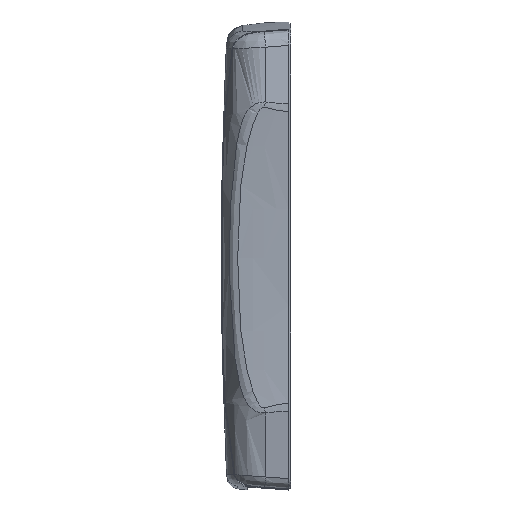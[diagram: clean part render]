
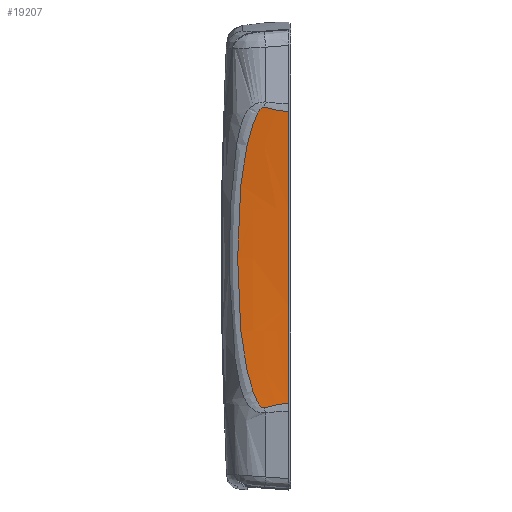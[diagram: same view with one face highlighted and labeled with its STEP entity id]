
A CAD part, left-side view. The second image highlights one B-rep face of the part: STEP entity #19207.
In plain terms, the highlighted toroidal (fillet/blend) face has major radius 599.946 mm and minor radius 152.273 mm.
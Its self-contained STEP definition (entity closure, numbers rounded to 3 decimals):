
#53=TOROIDAL_SURFACE($,#20259,599.946,152.273);
#626=CIRCLE($,#20252,447.902);
#1683=FACE_OUTER_BOUND($,#2816,.T.);
#2816=EDGE_LOOP($,(#17327,#17328,#17329,#17330));
#7326=B_SPLINE_CURVE_WITH_KNOTS($,3,(#45279,#45280,#45281,#45282,#45283,
#45284,#45285,#45286,#45287,#45288),.UNSPECIFIED.,.F.,.F.,(4,3,3,4),(0.,
0.333,0.667,1.),.UNSPECIFIED.);
#7327=B_SPLINE_CURVE_WITH_KNOTS($,3,(#45290,#45291,#45292,#45293,#45294,
#45295,#45296,#45297,#45298,#45299,#45300,#45301,#45302,#45303,#45304,#45305,
#45306,#45307,#45308,#45309,#45310,#45311,#45312,#45313,#45314,#45315,#45316,
#45317,#45318,#45319,#45320,#45321,#45322,#45323,#45324,#45325,#45326,#45327,
#45328),.UNSPECIFIED.,.F.,.F.,(4,1,1,1,1,1,1,1,1,1,1,1,1,1,1,1,1,1,1,1,
1,1,1,1,1,1,1,1,1,1,1,1,1,1,1,1,4),(0.,0.031,0.062,
0.094,0.125,0.156,0.187,0.219,
0.25,0.281,0.312,0.344,0.375,
0.406,0.437,0.453,0.469,0.484,
0.5,0.516,0.531,0.547,0.562,
0.594,0.625,0.656,0.687,0.719,
0.75,0.781,0.812,0.844,0.875,
0.906,0.937,0.969,1.),.UNSPECIFIED.);
#7328=B_SPLINE_CURVE_WITH_KNOTS($,3,(#45329,#45330,#45331,#45332,#45333,
#45334,#45335,#45336,#45337,#45338),.UNSPECIFIED.,.F.,.F.,(4,3,3,4),(0.,
0.333,0.667,1.),.UNSPECIFIED.);
#9177=VERTEX_POINT($,#45151);
#9178=VERTEX_POINT($,#45152);
#9193=VERTEX_POINT($,#45278);
#9194=VERTEX_POINT($,#45289);
#11916=EDGE_CURVE($,#9177,#9178,#626,.T.);
#11934=EDGE_CURVE($,#9178,#9193,#7326,.T.);
#11935=EDGE_CURVE($,#9193,#9194,#7327,.T.);
#11936=EDGE_CURVE($,#9194,#9177,#7328,.T.);
#17327=ORIENTED_EDGE($,*,*,#11916,.T.);
#17328=ORIENTED_EDGE($,*,*,#11934,.T.);
#17329=ORIENTED_EDGE($,*,*,#11935,.T.);
#17330=ORIENTED_EDGE($,*,*,#11936,.T.);
#19207=ADVANCED_FACE($,(#1683),#53,.T.);
#20252=AXIS2_PLACEMENT_3D($,#45153,#24172,#24173);
#20259=AXIS2_PLACEMENT_3D($,#45277,#24187,#24188);
#24172=DIRECTION('center_axis',(0.,-1.,0.));
#24173=DIRECTION('ref_axis',(0.998,0.,-0.065));
#24187=DIRECTION('center_axis',(0.,-1.,0.));
#24188=DIRECTION('ref_axis',(0.,0.,-1.));
#45151=CARTESIAN_POINT('',(-31.561,0.381,-29.336));
#45152=CARTESIAN_POINT('',(-31.561,0.381,29.336));
#45153=CARTESIAN_POINT('Origin',(-478.501,0.381,0.));
#45277=CARTESIAN_POINT('Origin',(-478.501,-7.976,0.));
#45278=CARTESIAN_POINT('',(-31.273,5.3,30.282));
#45279=CARTESIAN_POINT('Ctrl Pts',(-31.561,0.381,
29.336));
#45280=CARTESIAN_POINT('Ctrl Pts',(-31.534,0.937,
29.388));
#45281=CARTESIAN_POINT('Ctrl Pts',(-31.505,1.489,29.458));
#45282=CARTESIAN_POINT('Ctrl Pts',(-31.474,2.038,29.545));
#45283=CARTESIAN_POINT('Ctrl Pts',(-31.444,2.587,29.633));
#45284=CARTESIAN_POINT('Ctrl Pts',(-31.412,3.132,29.737));
#45285=CARTESIAN_POINT('Ctrl Pts',(-31.378,3.675,29.86));
#45286=CARTESIAN_POINT('Ctrl Pts',(-31.344,4.219,29.983));
#45287=CARTESIAN_POINT('Ctrl Pts',(-31.309,4.761,30.123));
#45288=CARTESIAN_POINT('Ctrl Pts',(-31.273,5.3,30.282));
#45289=CARTESIAN_POINT('',(-31.273,5.3,-30.282));
#45290=CARTESIAN_POINT('Ctrl Pts',(-31.273,5.3,30.282));
#45291=CARTESIAN_POINT('Ctrl Pts',(-31.27,5.341,30.294));
#45292=CARTESIAN_POINT('Ctrl Pts',(-31.263,5.427,30.307));
#45293=CARTESIAN_POINT('Ctrl Pts',(-31.249,5.571,30.286));
#45294=CARTESIAN_POINT('Ctrl Pts',(-31.229,5.741,30.216));
#45295=CARTESIAN_POINT('Ctrl Pts',(-31.197,5.966,30.046));
#45296=CARTESIAN_POINT('Ctrl Pts',(-31.155,6.215,29.765));
#45297=CARTESIAN_POINT('Ctrl Pts',(-31.104,6.482,29.375));
#45298=CARTESIAN_POINT('Ctrl Pts',(-31.04,6.782,28.84));
#45299=CARTESIAN_POINT('Ctrl Pts',(-30.955,7.142,28.066));
#45300=CARTESIAN_POINT('Ctrl Pts',(-30.852,7.538,27.051));
#45301=CARTESIAN_POINT('Ctrl Pts',(-30.72,8.005,25.634));
#45302=CARTESIAN_POINT('Ctrl Pts',(-30.558,8.527,23.73));
#45303=CARTESIAN_POINT('Ctrl Pts',(-30.368,9.094,21.209));
#45304=CARTESIAN_POINT('Ctrl Pts',(-30.157,9.663,17.934));
#45305=CARTESIAN_POINT('Ctrl Pts',(-29.978,10.095,14.39));
#45306=CARTESIAN_POINT('Ctrl Pts',(-29.848,10.374,10.881));
#45307=CARTESIAN_POINT('Ctrl Pts',(-29.764,10.537,7.893));
#45308=CARTESIAN_POINT('Ctrl Pts',(-29.702,10.645,4.383));
#45309=CARTESIAN_POINT('Ctrl Pts',(-29.675,10.687,0.573));
#45310=CARTESIAN_POINT('Ctrl Pts',(-29.69,10.664,-3.24));
#45311=CARTESIAN_POINT('Ctrl Pts',(-29.743,10.577,-6.924));
#45312=CARTESIAN_POINT('Ctrl Pts',(-29.821,10.436,-10.069));
#45313=CARTESIAN_POINT('Ctrl Pts',(-29.947,10.18,-13.738));
#45314=CARTESIAN_POINT('Ctrl Pts',(-30.126,9.765,-17.452));
#45315=CARTESIAN_POINT('Ctrl Pts',(-30.34,9.198,-20.866));
#45316=CARTESIAN_POINT('Ctrl Pts',(-30.535,8.62,-23.491));
#45317=CARTESIAN_POINT('Ctrl Pts',(-30.703,8.081,-25.481));
#45318=CARTESIAN_POINT('Ctrl Pts',(-30.84,7.601,-26.955));
#45319=CARTESIAN_POINT('Ctrl Pts',(-30.949,7.183,-28.03));
#45320=CARTESIAN_POINT('Ctrl Pts',(-31.037,6.807,-28.83));
#45321=CARTESIAN_POINT('Ctrl Pts',(-31.102,6.498,-29.374));
#45322=CARTESIAN_POINT('Ctrl Pts',(-31.154,6.226,-29.764));
#45323=CARTESIAN_POINT('Ctrl Pts',(-31.196,5.976,-30.042));
#45324=CARTESIAN_POINT('Ctrl Pts',(-31.229,5.746,-30.215));
#45325=CARTESIAN_POINT('Ctrl Pts',(-31.249,5.573,-30.286));
#45326=CARTESIAN_POINT('Ctrl Pts',(-31.263,5.428,-30.307));
#45327=CARTESIAN_POINT('Ctrl Pts',(-31.27,5.341,-30.294));
#45328=CARTESIAN_POINT('Ctrl Pts',(-31.273,5.3,-30.282));
#45329=CARTESIAN_POINT('Ctrl Pts',(-31.273,5.3,-30.282));
#45330=CARTESIAN_POINT('Ctrl Pts',(-31.309,4.76,-30.124));
#45331=CARTESIAN_POINT('Ctrl Pts',(-31.345,4.217,-29.983));
#45332=CARTESIAN_POINT('Ctrl Pts',(-31.378,3.673,-29.86));
#45333=CARTESIAN_POINT('Ctrl Pts',(-31.412,3.129,-29.738));
#45334=CARTESIAN_POINT('Ctrl Pts',(-31.444,2.584,-29.633));
#45335=CARTESIAN_POINT('Ctrl Pts',(-31.474,2.036,-29.546));
#45336=CARTESIAN_POINT('Ctrl Pts',(-31.505,1.488,-29.458));
#45337=CARTESIAN_POINT('Ctrl Pts',(-31.534,0.936,
-29.388));
#45338=CARTESIAN_POINT('Ctrl Pts',(-31.561,0.381,
-29.336));
